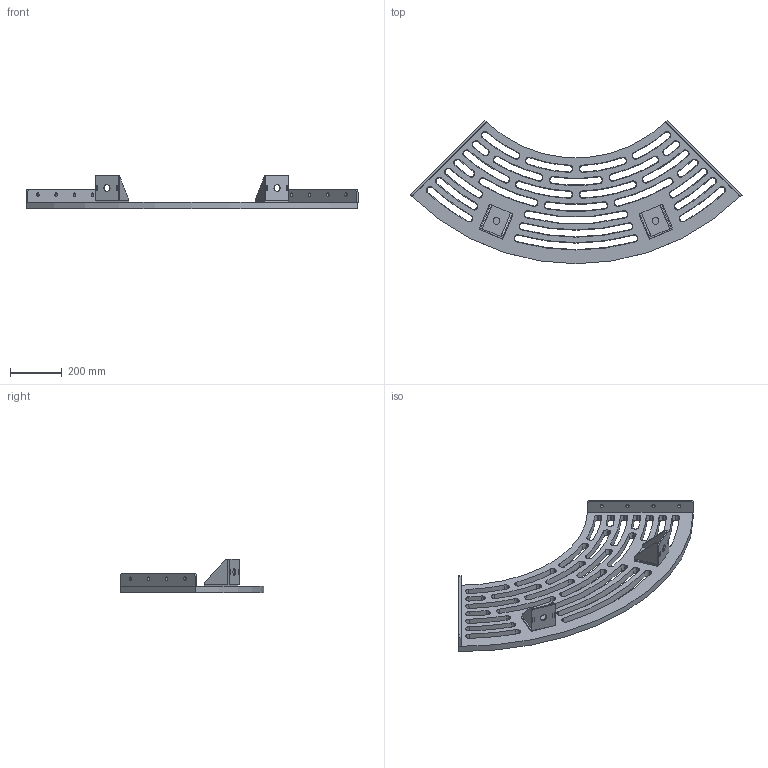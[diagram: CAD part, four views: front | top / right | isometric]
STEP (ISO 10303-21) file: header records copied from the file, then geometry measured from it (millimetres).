
FILE_DESCRIPTION (( 'STEP AP203' ), '1' );
FILE_NAME ('3997-15_REV_.step', '2026-02-22T05:02:13', ( '' ), ( '' ), 'SwSTEP 2.0', 'SolidWorks 2025', '' );
FILE_SCHEMA (( 'CONFIG_CONTROL_DESIGN' ));
Length unit declared in the file: millimetre
Products named in the file (6): 3997-15_REV_; 3997-30-15; 3997-20; 3997-30-20; 3997-30; 3997-25
Assembly tree (9 placements, depth 3):
  3997-15_REV_
    3997-20
    3997-25  x2
    3997-30  x2
      3997-30-15
      3997-30-20
Bounding box: 1286.93 x 556.45 x 131 mm (x, y, z)
Volume: 8363606.6 mm3; surface area: 1240732 mm2
Topology: 11 solids, 11 shells, 471 faces, 1341 edges, 894 vertices
Faces by surface type: cone 205, plane 204, cylinder 62
Entity records: 12278 total; most frequent: DIRECTION 2136, CARTESIAN_POINT 1995, ORIENTED_EDGE 1968, EDGE_CURVE 984, AXIS2_PLACEMENT_3D 805, VERTEX_POINT 656, LINE 526, VECTOR 526
